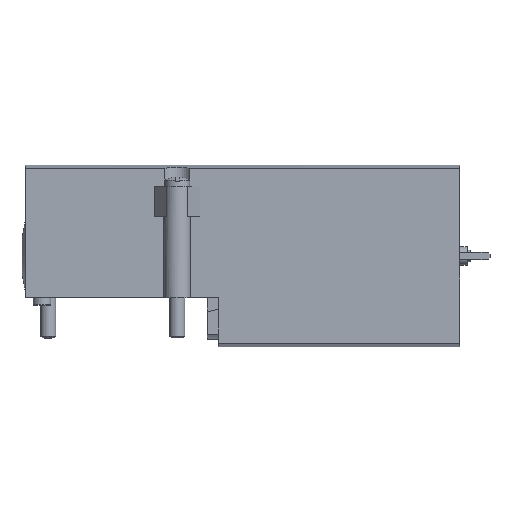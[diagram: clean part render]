
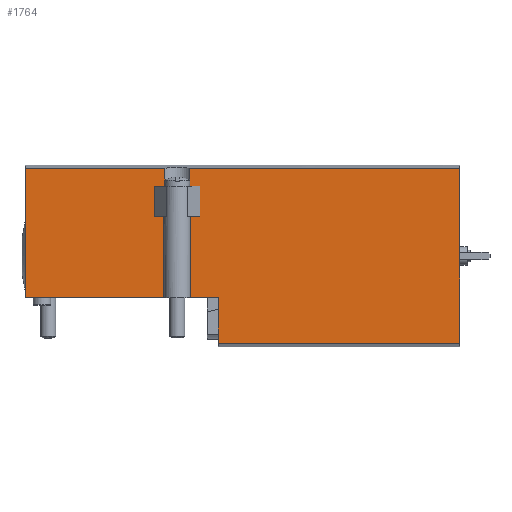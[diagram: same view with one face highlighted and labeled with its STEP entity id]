
A CAD part, top view. The second image highlights one B-rep face of the part: STEP entity #1764.
In plain terms, the highlighted planar face has unit normal (0, 0, 1).
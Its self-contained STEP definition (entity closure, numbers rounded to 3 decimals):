
#184=ORIENTED_EDGE('',*,*,#670,.F.);
#185=ORIENTED_EDGE('',*,*,#687,.T.);
#186=ORIENTED_EDGE('',*,*,#688,.T.);
#187=ORIENTED_EDGE('',*,*,#689,.T.);
#188=ORIENTED_EDGE('',*,*,#690,.T.);
#189=ORIENTED_EDGE('',*,*,#691,.F.);
#190=ORIENTED_EDGE('',*,*,#692,.F.);
#191=ORIENTED_EDGE('',*,*,#693,.F.);
#192=ORIENTED_EDGE('',*,*,#694,.F.);
#193=ORIENTED_EDGE('',*,*,#695,.T.);
#194=ORIENTED_EDGE('',*,*,#696,.T.);
#195=ORIENTED_EDGE('',*,*,#668,.F.);
#196=ORIENTED_EDGE('',*,*,#697,.F.);
#197=ORIENTED_EDGE('',*,*,#698,.T.);
#198=ORIENTED_EDGE('',*,*,#699,.T.);
#668=EDGE_CURVE('',#919,#920,#1080,.T.);
#670=EDGE_CURVE('',#921,#916,#1081,.T.);
#687=EDGE_CURVE('',#921,#938,#1097,.T.);
#688=EDGE_CURVE('',#938,#939,#1098,.T.);
#689=EDGE_CURVE('',#939,#940,#1099,.T.);
#690=EDGE_CURVE('',#940,#941,#1100,.T.);
#691=EDGE_CURVE('',#942,#941,#1101,.T.);
#692=EDGE_CURVE('',#943,#942,#1102,.T.);
#693=EDGE_CURVE('',#944,#943,#1103,.T.);
#694=EDGE_CURVE('',#945,#944,#1104,.T.);
#695=EDGE_CURVE('',#945,#946,#1105,.T.);
#696=EDGE_CURVE('',#946,#920,#1106,.F.);
#697=EDGE_CURVE('',#947,#919,#1107,.T.);
#698=EDGE_CURVE('',#947,#948,#1108,.T.);
#699=EDGE_CURVE('',#948,#916,#1109,.T.);
#916=VERTEX_POINT('',#2675);
#919=VERTEX_POINT('',#2680);
#920=VERTEX_POINT('',#2682);
#921=VERTEX_POINT('',#2684);
#938=VERTEX_POINT('',#2721);
#939=VERTEX_POINT('',#2723);
#940=VERTEX_POINT('',#2725);
#941=VERTEX_POINT('',#2727);
#942=VERTEX_POINT('',#2729);
#943=VERTEX_POINT('',#2731);
#944=VERTEX_POINT('',#2733);
#945=VERTEX_POINT('',#2735);
#946=VERTEX_POINT('',#2737);
#947=VERTEX_POINT('',#2740);
#948=VERTEX_POINT('',#2742);
#1080=LINE('',#2681,#1250);
#1081=LINE('',#2685,#1251);
#1097=LINE('',#2720,#1267);
#1098=LINE('',#2722,#1268);
#1099=LINE('',#2724,#1269);
#1100=LINE('',#2726,#1270);
#1101=LINE('',#2728,#1271);
#1102=LINE('',#2730,#1272);
#1103=LINE('',#2732,#1273);
#1104=LINE('',#2734,#1274);
#1105=LINE('',#2736,#1275);
#1106=LINE('',#2738,#1276);
#1107=LINE('',#2739,#1277);
#1108=LINE('',#2741,#1278);
#1109=LINE('',#2743,#1279);
#1250=VECTOR('',#2125,1000.);
#1251=VECTOR('',#2128,1000.);
#1267=VECTOR('',#2150,1000.);
#1268=VECTOR('',#2151,1000.);
#1269=VECTOR('',#2152,1000.);
#1270=VECTOR('',#2153,1000.);
#1271=VECTOR('',#2154,1000.);
#1272=VECTOR('',#2155,1000.);
#1273=VECTOR('',#2156,1000.);
#1274=VECTOR('',#2157,1000.);
#1275=VECTOR('',#2158,1000.);
#1276=VECTOR('',#2159,1000.);
#1277=VECTOR('',#2160,1000.);
#1278=VECTOR('',#2161,1000.);
#1279=VECTOR('',#2162,1000.);
#1413=EDGE_LOOP('',(#184,#185,#186,#187,#188,#189,#190,#191,#192,#193,#194,
#195,#196,#197,#198));
#1551=FACE_BOUND('',#1413,.T.);
#1686=PLANE('',#1903);
#1764=ADVANCED_FACE('',(#1551),#1686,.F.);
#1903=AXIS2_PLACEMENT_3D('',#2719,#2148,#2149);
#2125=DIRECTION('',(-1.,0.,0.));
#2128=DIRECTION('',(-1.,0.,0.));
#2148=DIRECTION('',(0.,0.,-1.));
#2149=DIRECTION('',(-1.,0.,0.));
#2150=DIRECTION('',(0.,1.,0.));
#2151=DIRECTION('',(-1.,0.,0.));
#2152=DIRECTION('',(0.,-1.,0.));
#2153=DIRECTION('',(0.,-1.,0.));
#2154=DIRECTION('',(-1.,0.,0.));
#2155=DIRECTION('',(0.,1.,0.));
#2156=DIRECTION('',(-1.,0.,0.));
#2157=DIRECTION('',(0.,-1.,0.));
#2158=DIRECTION('',(-1.,0.,0.));
#2159=DIRECTION('',(0.,1.,0.));
#2160=DIRECTION('',(0.,1.,0.));
#2161=DIRECTION('',(-1.,0.,0.));
#2162=DIRECTION('',(0.,1.,0.));
#2675=CARTESIAN_POINT('',(34.1,42.4,9.));
#2680=CARTESIAN_POINT('',(46.1,42.4,9.));
#2681=CARTESIAN_POINT('',(46.1,42.4,9.));
#2682=CARTESIAN_POINT('',(43.407,42.4,9.));
#2684=CARTESIAN_POINT('',(36.793,42.4,9.));
#2685=CARTESIAN_POINT('',(46.1,42.4,9.));
#2719=CARTESIAN_POINT('',(114.6,47.,9.));
#2720=CARTESIAN_POINT('',(36.793,42.4,9.));
#2721=CARTESIAN_POINT('',(36.793,47.,9.));
#2722=CARTESIAN_POINT('',(114.6,47.,9.));
#2723=CARTESIAN_POINT('',(0.,47.,9.));
#2724=CARTESIAN_POINT('',(0.,47.,9.));
#2725=CARTESIAN_POINT('',(0.,24.,9.));
#2726=CARTESIAN_POINT('',(0.,47.,9.));
#2727=CARTESIAN_POINT('',(0.,13.,9.));
#2728=CARTESIAN_POINT('',(114.6,13.,9.));
#2729=CARTESIAN_POINT('',(51.,13.,9.));
#2730=CARTESIAN_POINT('',(51.,47.,9.));
#2731=CARTESIAN_POINT('',(51.,1.,9.));
#2732=CARTESIAN_POINT('',(114.6,1.,9.));
#2733=CARTESIAN_POINT('',(114.6,1.,9.));
#2734=CARTESIAN_POINT('',(114.6,47.,9.));
#2735=CARTESIAN_POINT('',(114.6,47.,9.));
#2736=CARTESIAN_POINT('',(114.6,47.,9.));
#2737=CARTESIAN_POINT('',(43.407,47.,9.));
#2738=CARTESIAN_POINT('',(43.407,42.4,9.));
#2739=CARTESIAN_POINT('',(46.1,34.4,9.));
#2740=CARTESIAN_POINT('',(46.1,34.4,9.));
#2741=CARTESIAN_POINT('',(46.1,34.4,9.));
#2742=CARTESIAN_POINT('',(34.1,34.4,9.));
#2743=CARTESIAN_POINT('',(34.1,34.4,9.));
